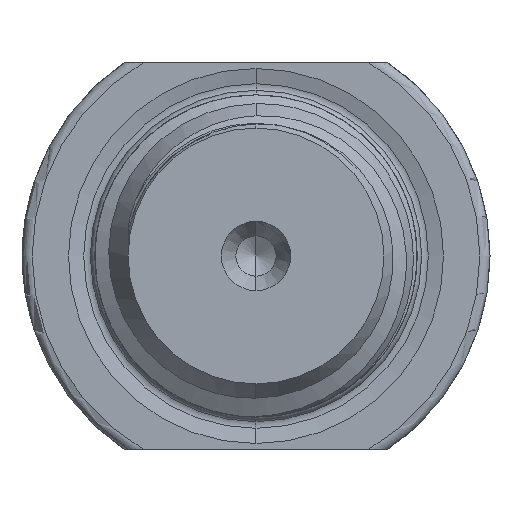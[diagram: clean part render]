
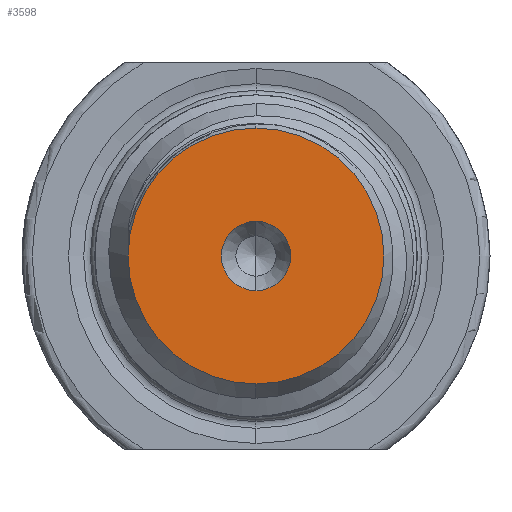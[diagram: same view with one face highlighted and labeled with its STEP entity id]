
A CAD part, left-side view. The second image highlights one B-rep face of the part: STEP entity #3598.
In plain terms, the highlighted planar face has unit normal (-1, 0, 0).
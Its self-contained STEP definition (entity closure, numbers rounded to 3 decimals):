
#38 = ORIENTED_EDGE ( 'NONE', *, *, #4008, .T. ) ;
#260 = CIRCLE ( 'NONE', #2470, 1.7 ) ;
#293 = EDGE_CURVE ( 'NONE', #1545, #5176, #1212, .T. ) ;
#304 = CARTESIAN_POINT ( 'NONE',  ( 0., 0., 0. ) ) ;
#369 = CARTESIAN_POINT ( 'NONE',  ( 0., 0., 0. ) ) ;
#436 = DIRECTION ( 'NONE',  ( -1., 0., 0. ) ) ;
#588 = CARTESIAN_POINT ( 'NONE',  ( 0., 0., -6.287 ) ) ;
#761 = DIRECTION ( 'NONE',  ( 1., 0., 0. ) ) ;
#941 = EDGE_CURVE ( 'NONE', #3413, #3714, #260, .T. ) ;
#1212 = CIRCLE ( 'NONE', #5759, 6.287 ) ;
#1545 = VERTEX_POINT ( 'NONE', #588 ) ;
#1631 = DIRECTION ( 'NONE',  ( -1., 0., 0. ) ) ;
#1971 = CIRCLE ( 'NONE', #2834, 1.7 ) ;
#2066 = AXIS2_PLACEMENT_3D ( 'NONE', #304, #761, #4363 ) ;
#2202 = CARTESIAN_POINT ( 'NONE',  ( 0., 0., 0. ) ) ;
#2230 = DIRECTION ( 'NONE',  ( 0., 0., 1. ) ) ;
#2346 = EDGE_LOOP ( 'NONE', ( #5745, #4651 ) ) ;
#2434 = FACE_BOUND ( 'NONE', #2346, .T. ) ;
#2464 = DIRECTION ( 'NONE',  ( 0., 0., 1. ) ) ;
#2470 = AXIS2_PLACEMENT_3D ( 'NONE', #2537, #1631, #3467 ) ;
#2537 = CARTESIAN_POINT ( 'NONE',  ( 0., 0., 0. ) ) ;
#2613 = EDGE_CURVE ( 'NONE', #3714, #3413, #1971, .T. ) ;
#2834 = AXIS2_PLACEMENT_3D ( 'NONE', #2202, #3086, #2230 ) ;
#2879 = EDGE_LOOP ( 'NONE', ( #5318, #38 ) ) ;
#3086 = DIRECTION ( 'NONE',  ( -1., 0., 0. ) ) ;
#3210 = CARTESIAN_POINT ( 'NONE',  ( 0., 0., 6.287 ) ) ;
#3334 = DIRECTION ( 'NONE',  ( -1., 0., 0. ) ) ;
#3413 = VERTEX_POINT ( 'NONE', #4992 ) ;
#3467 = DIRECTION ( 'NONE',  ( 0., 0., 1. ) ) ;
#3470 = CIRCLE ( 'NONE', #3765, 6.287 ) ;
#3598 = ADVANCED_FACE ( 'NONE', ( #4608, #2434 ), #4583, .F. ) ;
#3714 = VERTEX_POINT ( 'NONE', #5410 ) ;
#3765 = AXIS2_PLACEMENT_3D ( 'NONE', #369, #436, #4861 ) ;
#4008 = EDGE_CURVE ( 'NONE', #5176, #1545, #3470, .T. ) ;
#4363 = DIRECTION ( 'NONE',  ( 0., 0., -1. ) ) ;
#4583 = PLANE ( 'NONE',  #2066 ) ;
#4608 = FACE_OUTER_BOUND ( 'NONE', #2879, .T. ) ;
#4651 = ORIENTED_EDGE ( 'NONE', *, *, #941, .F. ) ;
#4861 = DIRECTION ( 'NONE',  ( 0., 0., 1. ) ) ;
#4992 = CARTESIAN_POINT ( 'NONE',  ( 0., 0., -1.7 ) ) ;
#5176 = VERTEX_POINT ( 'NONE', #3210 ) ;
#5318 = ORIENTED_EDGE ( 'NONE', *, *, #293, .T. ) ;
#5410 = CARTESIAN_POINT ( 'NONE',  ( 0., 0., 1.7 ) ) ;
#5694 = CARTESIAN_POINT ( 'NONE',  ( 0., 0., 0. ) ) ;
#5745 = ORIENTED_EDGE ( 'NONE', *, *, #2613, .F. ) ;
#5759 = AXIS2_PLACEMENT_3D ( 'NONE', #5694, #3334, #2464 ) ;
